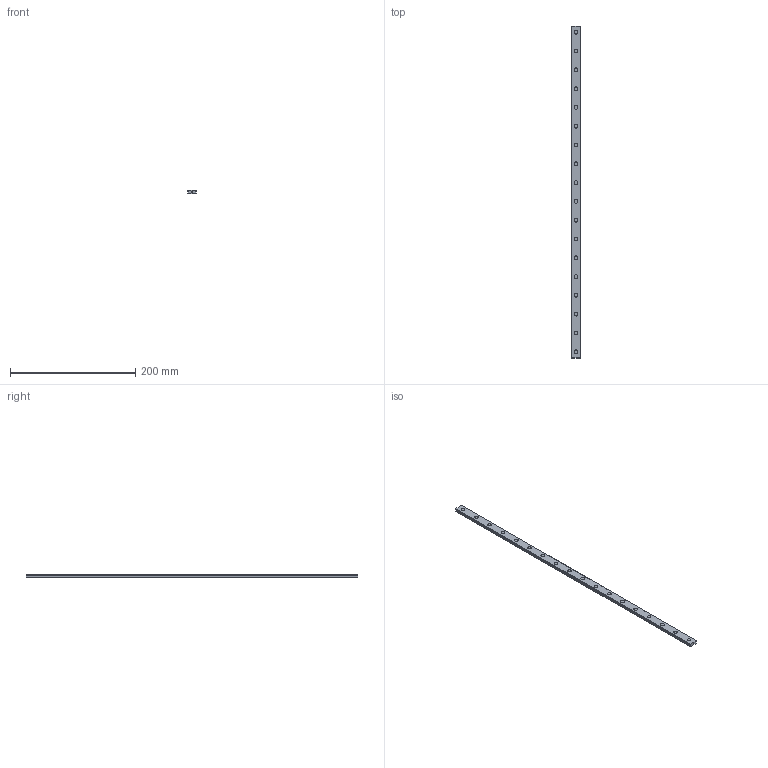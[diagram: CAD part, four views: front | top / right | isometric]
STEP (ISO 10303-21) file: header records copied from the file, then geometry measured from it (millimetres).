
FILE_DESCRIPTION(('STEP AP214'),'1');
FILE_NAME('cctmp_401622FE-8B53-40EB-931A-36215C1209E6_2021_02_19_14_21_09_0098..stp','2021-02-19T13:21:09',('HIWIN GmbH'),('CADClick - www.CADClick.com'),'Spatial InterOp 3D',' ','unknown authorization');
FILE_SCHEMA(('AUTOMOTIVE_DESIGN'));
Length unit declared in the file: millimetre
Products named in the file (1): MGWR07R530CM_FILE
Bounding box: 14 x 530 x 5.2 mm (x, y, z)
Volume: 35667 mm3; surface area: 23963.6 mm2
Topology: 1 solids, 1 shells, 257 faces, 591 edges, 394 vertices
Faces by surface type: plane 133, cylinder 124
Entity records: 9433 total; most frequent: DIRECTION 1355, CARTESIAN_POINT 1243, ORIENTED_EDGE 1182, EDGE_CURVE 591, AXIS2_PLACEMENT_3D 506, VERTEX_POINT 394, LINE 343, VECTOR 343
